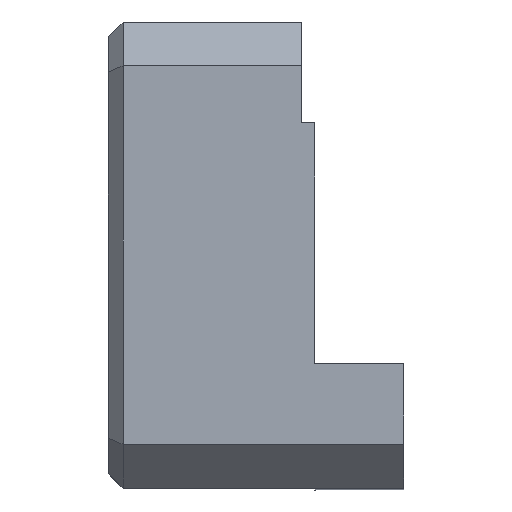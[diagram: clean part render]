
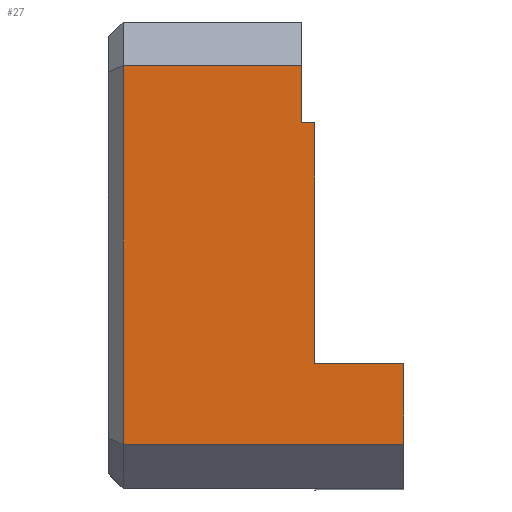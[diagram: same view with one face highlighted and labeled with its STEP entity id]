
A CAD part, top view. The second image highlights one B-rep face of the part: STEP entity #27.
In plain terms, the highlighted planar face has unit normal (0, 0, 1).
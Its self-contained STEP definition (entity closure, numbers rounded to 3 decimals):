
#8 = CARTESIAN_POINT ( 'NONE',  ( 13.051, 22.575, 513.5 ) ) ;
#14 = CARTESIAN_POINT ( 'NONE',  ( -5.9, 0., 513.5 ) ) ;
#18 = DIRECTION ( 'NONE',  ( 0., 1., 0. ) ) ;
#24 = DIRECTION ( 'NONE',  ( 0., -1., 0. ) ) ;
#27 = ADVANCED_FACE ( 'NONE', ( #383 ), #922, .T. ) ;
#87 = CARTESIAN_POINT ( 'NONE',  ( 1., 6.375, 513.5 ) ) ;
#92 = DIRECTION ( 'NONE',  ( 0., 1., 0. ) ) ;
#94 = VECTOR ( 'NONE', #18, 1000. ) ;
#106 = LINE ( 'NONE', #519, #1166 ) ;
#137 = EDGE_CURVE ( 'NONE', #479, #1153, #928, .T. ) ;
#141 = VECTOR ( 'NONE', #197, 1000. ) ;
#162 = EDGE_LOOP ( 'NONE', ( #381, #251, #1287, #700, #209, #943, #704, #712 ) ) ;
#187 = AXIS2_PLACEMENT_3D ( 'NONE', #914, #625, #1326 ) ;
#197 = DIRECTION ( 'NONE',  ( 1., 0., 0. ) ) ;
#209 = ORIENTED_EDGE ( 'NONE', *, *, #259, .T. ) ;
#226 = CARTESIAN_POINT ( 'NONE',  ( -17.9, 0.925, 513.5 ) ) ;
#239 = CARTESIAN_POINT ( 'NONE',  ( 1., 6.375, 513.5 ) ) ;
#246 = LINE ( 'NONE', #870, #1140 ) ;
#251 = ORIENTED_EDGE ( 'NONE', *, *, #137, .T. ) ;
#254 = VECTOR ( 'NONE', #92, 1000. ) ;
#259 = EDGE_CURVE ( 'NONE', #730, #953, #530, .T. ) ;
#263 = VERTEX_POINT ( 'NONE', #1150 ) ;
#296 = LINE ( 'NONE', #949, #1039 ) ;
#381 = ORIENTED_EDGE ( 'NONE', *, *, #1223, .T. ) ;
#383 = FACE_OUTER_BOUND ( 'NONE', #162, .T. ) ;
#409 = DIRECTION ( 'NONE',  ( -1., 0., 0. ) ) ;
#479 = VERTEX_POINT ( 'NONE', #815 ) ;
#519 = CARTESIAN_POINT ( 'NONE',  ( 0., 6.375, 513.5 ) ) ;
#530 = LINE ( 'NONE', #1132, #141 ) ;
#562 = DIRECTION ( 'NONE',  ( 0., -1., 0. ) ) ;
#620 = EDGE_CURVE ( 'NONE', #1301, #263, #106, .T. ) ;
#625 = DIRECTION ( 'NONE',  ( 0., 0., 1. ) ) ;
#626 = CARTESIAN_POINT ( 'NONE',  ( -5., 22.575, 513.5 ) ) ;
#700 = ORIENTED_EDGE ( 'NONE', *, *, #714, .T. ) ;
#704 = ORIENTED_EDGE ( 'NONE', *, *, #620, .T. ) ;
#712 = ORIENTED_EDGE ( 'NONE', *, *, #1187, .T. ) ;
#714 = EDGE_CURVE ( 'NONE', #1350, #730, #246, .T. ) ;
#730 = VERTEX_POINT ( 'NONE', #226 ) ;
#772 = EDGE_CURVE ( 'NONE', #1301, #953, #1157, .T. ) ;
#790 = LINE ( 'NONE', #626, #94 ) ;
#815 = CARTESIAN_POINT ( 'NONE',  ( -5.9, 22.575, 513.5 ) ) ;
#870 = CARTESIAN_POINT ( 'NONE',  ( -17.9, 0., 513.5 ) ) ;
#872 = CARTESIAN_POINT ( 'NONE',  ( -17.9, 26.425, 513.5 ) ) ;
#914 = CARTESIAN_POINT ( 'NONE',  ( 0., 0., 513.5 ) ) ;
#922 = PLANE ( 'NONE',  #187 ) ;
#923 = LINE ( 'NONE', #8, #1318 ) ;
#928 = LINE ( 'NONE', #14, #254 ) ;
#932 = CARTESIAN_POINT ( 'NONE',  ( -5., 22.575, 513.5 ) ) ;
#943 = ORIENTED_EDGE ( 'NONE', *, *, #772, .F. ) ;
#949 = CARTESIAN_POINT ( 'NONE',  ( 0., 26.425, 513.5 ) ) ;
#953 = VERTEX_POINT ( 'NONE', #1185 ) ;
#1039 = VECTOR ( 'NONE', #409, 1000. ) ;
#1116 = VECTOR ( 'NONE', #562, 1000. ) ;
#1124 = DIRECTION ( 'NONE',  ( -1., 0., 0. ) ) ;
#1132 = CARTESIAN_POINT ( 'NONE',  ( 0., 0.925, 513.5 ) ) ;
#1140 = VECTOR ( 'NONE', #24, 1000. ) ;
#1150 = CARTESIAN_POINT ( 'NONE',  ( -5., 6.375, 513.5 ) ) ;
#1153 = VERTEX_POINT ( 'NONE', #1322 ) ;
#1157 = LINE ( 'NONE', #239, #1116 ) ;
#1166 = VECTOR ( 'NONE', #1124, 1000. ) ;
#1185 = CARTESIAN_POINT ( 'NONE',  ( 1., 0.925, 513.5 ) ) ;
#1187 = EDGE_CURVE ( 'NONE', #263, #1254, #790, .T. ) ;
#1223 = EDGE_CURVE ( 'NONE', #1254, #479, #923, .T. ) ;
#1250 = EDGE_CURVE ( 'NONE', #1153, #1350, #296, .T. ) ;
#1254 = VERTEX_POINT ( 'NONE', #932 ) ;
#1257 = DIRECTION ( 'NONE',  ( -1., 0., 0. ) ) ;
#1287 = ORIENTED_EDGE ( 'NONE', *, *, #1250, .T. ) ;
#1301 = VERTEX_POINT ( 'NONE', #87 ) ;
#1318 = VECTOR ( 'NONE', #1257, 1000. ) ;
#1322 = CARTESIAN_POINT ( 'NONE',  ( -5.9, 26.425, 513.5 ) ) ;
#1326 = DIRECTION ( 'NONE',  ( 1., 0., 0. ) ) ;
#1350 = VERTEX_POINT ( 'NONE', #872 ) ;
